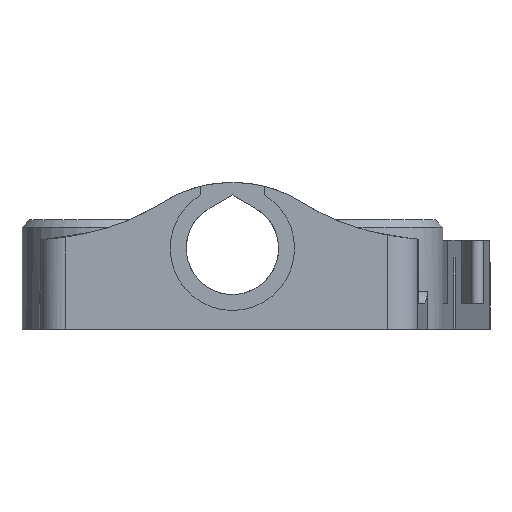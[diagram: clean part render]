
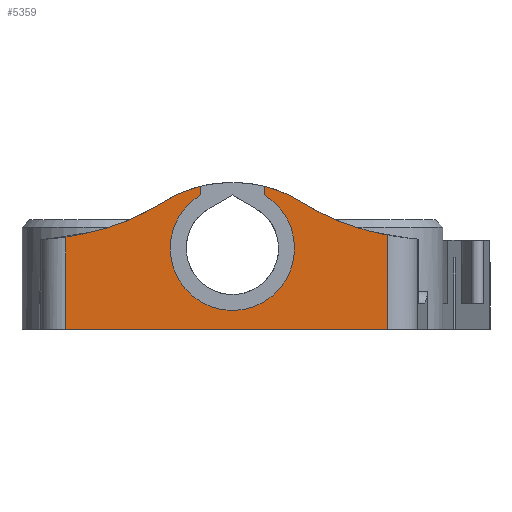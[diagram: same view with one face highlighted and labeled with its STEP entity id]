
A CAD part, front view. The second image highlights one B-rep face of the part: STEP entity #5359.
In plain terms, the highlighted planar face has unit normal (0, -1, 0).
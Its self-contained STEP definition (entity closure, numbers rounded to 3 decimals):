
#207=PLANE('',#5834);
#430=FACE_OUTER_BOUND('',#750,.T.);
#750=EDGE_LOOP('',(#4409,#4410,#4411,#4412,#4413,#4414,#4415,#4416,#4417,
#4418,#4419,#4420));
#1140=LINE('',#8072,#1481);
#1304=LINE('',#11856,#1645);
#1308=LINE('',#11865,#1649);
#1310=LINE('',#11874,#1651);
#1311=LINE('',#11876,#1652);
#1481=VECTOR('',#6182,10.);
#1645=VECTOR('',#6920,10.);
#1649=VECTOR('',#6930,10.);
#1651=VECTOR('',#6940,10.);
#1652=VECTOR('',#6941,10.);
#1984=CIRCLE('',#5832,9.75);
#1985=CIRCLE('',#5835,20.018);
#1986=CIRCLE('',#5836,34.489);
#1987=CIRCLE('',#5837,45.961);
#1988=CIRCLE('',#5838,45.961);
#1989=CIRCLE('',#5839,34.489);
#1990=CIRCLE('',#5840,20.018);
#2182=VERTEX_POINT('',#8069);
#2183=VERTEX_POINT('',#8071);
#2494=VERTEX_POINT('',#11854);
#2495=VERTEX_POINT('',#11855);
#2496=VERTEX_POINT('',#11860);
#2497=VERTEX_POINT('',#11864);
#2498=VERTEX_POINT('',#11868);
#2499=VERTEX_POINT('',#11870);
#2500=VERTEX_POINT('',#11872);
#2501=VERTEX_POINT('',#11875);
#2502=VERTEX_POINT('',#11877);
#2503=VERTEX_POINT('',#11879);
#2730=EDGE_CURVE('',#2183,#2182,#1140,.T.);
#3207=EDGE_CURVE('',#2494,#2495,#1304,.T.);
#3210=EDGE_CURVE('',#2496,#2494,#1984,.T.);
#3212=EDGE_CURVE('',#2497,#2496,#1308,.T.);
#3214=EDGE_CURVE('',#2495,#2498,#1985,.T.);
#3215=EDGE_CURVE('',#2498,#2499,#1986,.T.);
#3216=EDGE_CURVE('',#2499,#2500,#1987,.T.);
#3217=EDGE_CURVE('',#2183,#2500,#1310,.T.);
#3218=EDGE_CURVE('',#2182,#2501,#1311,.T.);
#3219=EDGE_CURVE('',#2501,#2502,#1988,.T.);
#3220=EDGE_CURVE('',#2502,#2503,#1989,.T.);
#3221=EDGE_CURVE('',#2503,#2497,#1990,.T.);
#4409=ORIENTED_EDGE('',*,*,#3212,.T.);
#4410=ORIENTED_EDGE('',*,*,#3210,.T.);
#4411=ORIENTED_EDGE('',*,*,#3207,.T.);
#4412=ORIENTED_EDGE('',*,*,#3214,.T.);
#4413=ORIENTED_EDGE('',*,*,#3215,.T.);
#4414=ORIENTED_EDGE('',*,*,#3216,.T.);
#4415=ORIENTED_EDGE('',*,*,#3217,.F.);
#4416=ORIENTED_EDGE('',*,*,#2730,.T.);
#4417=ORIENTED_EDGE('',*,*,#3218,.T.);
#4418=ORIENTED_EDGE('',*,*,#3219,.T.);
#4419=ORIENTED_EDGE('',*,*,#3220,.T.);
#4420=ORIENTED_EDGE('',*,*,#3221,.T.);
#5359=ADVANCED_FACE('',(#430),#207,.T.);
#5832=AXIS2_PLACEMENT_3D('',#11861,#6925,#6926);
#5834=AXIS2_PLACEMENT_3D('',#11867,#6932,#6933);
#5835=AXIS2_PLACEMENT_3D('',#11869,#6934,#6935);
#5836=AXIS2_PLACEMENT_3D('',#11871,#6936,#6937);
#5837=AXIS2_PLACEMENT_3D('',#11873,#6938,#6939);
#5838=AXIS2_PLACEMENT_3D('',#11878,#6942,#6943);
#5839=AXIS2_PLACEMENT_3D('',#11880,#6944,#6945);
#5840=AXIS2_PLACEMENT_3D('',#11881,#6946,#6947);
#6182=DIRECTION('',(1.,0.,0.));
#6920=DIRECTION('',(0.,0.,1.));
#6925=DIRECTION('center_axis',(0.,1.,0.));
#6926=DIRECTION('ref_axis',(-1.,0.,0.));
#6930=DIRECTION('',(0.,0.,-1.));
#6932=DIRECTION('center_axis',(0.,-1.,0.));
#6933=DIRECTION('ref_axis',(1.,0.,0.));
#6934=DIRECTION('center_axis',(0.,-1.,0.));
#6935=DIRECTION('ref_axis',(1.,0.,0.));
#6936=DIRECTION('center_axis',(0.,1.,0.));
#6937=DIRECTION('ref_axis',(-0.958,0.,-0.287));
#6938=DIRECTION('center_axis',(0.,1.,0.));
#6939=DIRECTION('ref_axis',(-1.,0.,0.));
#6940=DIRECTION('',(0.,0.,1.));
#6941=DIRECTION('',(0.,0.,1.));
#6942=DIRECTION('center_axis',(0.,1.,0.));
#6943=DIRECTION('ref_axis',(-0.958,0.,0.287));
#6944=DIRECTION('center_axis',(0.,1.,0.));
#6945=DIRECTION('ref_axis',(-0.844,0.,0.537));
#6946=DIRECTION('center_axis',(0.,-1.,0.));
#6947=DIRECTION('ref_axis',(0.844,0.,-0.537));
#8069=CARTESIAN_POINT('',(24.349,-64.67,0.));
#8071=CARTESIAN_POINT('',(-26.105,-64.67,0.));
#8072=CARTESIAN_POINT('',(-26.105,-64.67,0.));
#11854=CARTESIAN_POINT('',(-5.,-64.67,21.07));
#11855=CARTESIAN_POINT('',(-5.,-64.67,22.428));
#11856=CARTESIAN_POINT('',(-5.,-64.67,10.535));
#11860=CARTESIAN_POINT('',(5.,-64.67,21.07));
#11861=CARTESIAN_POINT('Origin',(0.,-64.67,
12.7));
#11864=CARTESIAN_POINT('',(5.,-64.67,22.428));
#11865=CARTESIAN_POINT('',(5.,-64.67,11.214));
#11867=CARTESIAN_POINT('Origin',(-26.105,-64.67,0.));
#11868=CARTESIAN_POINT('',(-10.994,-64.67,19.872));
#11869=CARTESIAN_POINT('Origin',(-0.25,-64.67,2.982));
#11870=CARTESIAN_POINT('',(-19.607,-64.67,15.934));
#11871=CARTESIAN_POINT('Origin',(-29.507,-64.67,48.972));
#11872=CARTESIAN_POINT('',(-26.105,-64.67,14.49));
#11873=CARTESIAN_POINT('Origin',(-32.799,-64.67,59.961));
#11874=CARTESIAN_POINT('',(-26.105,-64.67,0.));
#11875=CARTESIAN_POINT('',(24.349,-64.67,14.784));
#11876=CARTESIAN_POINT('',(24.349,-64.67,0.));
#11877=CARTESIAN_POINT('',(19.607,-64.67,15.934));
#11878=CARTESIAN_POINT('Origin',(32.799,-64.67,59.961));
#11879=CARTESIAN_POINT('',(10.994,-64.67,19.872));
#11880=CARTESIAN_POINT('Origin',(29.507,-64.67,48.972));
#11881=CARTESIAN_POINT('Origin',(0.25,-64.67,2.982));
